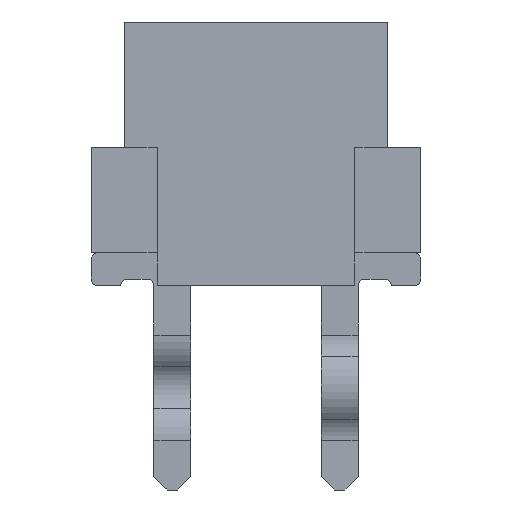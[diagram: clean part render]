
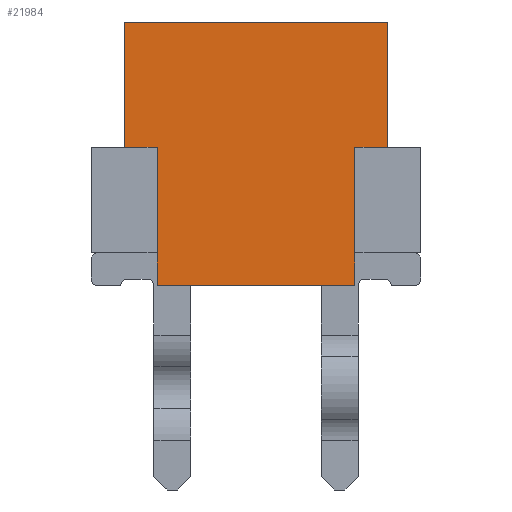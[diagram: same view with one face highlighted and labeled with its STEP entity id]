
A CAD part, front view. The second image highlights one B-rep face of the part: STEP entity #21984.
In plain terms, the highlighted face is planar.
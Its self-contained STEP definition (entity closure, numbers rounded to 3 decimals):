
#465=PLANE('',#23243);
#2070=LINE('',#31581,#4006);
#2134=LINE('',#31717,#4070);
#2197=LINE('',#31838,#4133);
#2204=LINE('',#31852,#4140);
#2208=LINE('',#31860,#4144);
#2210=LINE('',#31863,#4146);
#2211=LINE('',#31865,#4147);
#2212=LINE('',#31866,#4148);
#2213=LINE('',#31868,#4149);
#2214=LINE('',#31870,#4150);
#4006=VECTOR('',#26849,1000.);
#4070=VECTOR('',#26965,1000.);
#4133=VECTOR('',#27050,1000.);
#4140=VECTOR('',#27063,1000.);
#4144=VECTOR('',#27069,1000.);
#4146=VECTOR('',#27073,1000.);
#4147=VECTOR('',#27076,1000.);
#4148=VECTOR('',#27077,1000.);
#4149=VECTOR('',#27078,1000.);
#4150=VECTOR('',#27079,1000.);
#8039=ORIENTED_EDGE('',*,*,#11198,.F.);
#8040=ORIENTED_EDGE('',*,*,#11275,.F.);
#8041=ORIENTED_EDGE('',*,*,#11274,.F.);
#8042=ORIENTED_EDGE('',*,*,#11261,.F.);
#8043=ORIENTED_EDGE('',*,*,#11276,.F.);
#8044=ORIENTED_EDGE('',*,*,#11277,.F.);
#8045=ORIENTED_EDGE('',*,*,#11278,.F.);
#8046=ORIENTED_EDGE('',*,*,#11268,.F.);
#8047=ORIENTED_EDGE('',*,*,#11272,.F.);
#8048=ORIENTED_EDGE('',*,*,#11132,.F.);
#11132=EDGE_CURVE('',#12891,#11817,#2070,.T.);
#11198=EDGE_CURVE('',#12929,#12891,#2134,.T.);
#11261=EDGE_CURVE('',#12976,#12977,#2197,.T.);
#11268=EDGE_CURVE('',#12980,#12981,#2204,.T.);
#11272=EDGE_CURVE('',#11817,#12980,#2208,.T.);
#11274=EDGE_CURVE('',#12977,#11948,#2210,.T.);
#11275=EDGE_CURVE('',#11948,#12929,#2211,.T.);
#11276=EDGE_CURVE('',#12984,#12976,#2212,.T.);
#11277=EDGE_CURVE('',#12985,#12984,#2213,.T.);
#11278=EDGE_CURVE('',#12981,#12985,#2214,.T.);
#11817=VERTEX_POINT('',#28309);
#11948=VERTEX_POINT('',#28703);
#12891=VERTEX_POINT('',#31580);
#12929=VERTEX_POINT('',#31716);
#12976=VERTEX_POINT('',#31837);
#12977=VERTEX_POINT('',#31839);
#12980=VERTEX_POINT('',#31851);
#12981=VERTEX_POINT('',#31853);
#12984=VERTEX_POINT('',#31867);
#12985=VERTEX_POINT('',#31869);
#14233=EDGE_LOOP('',(#8039,#8040,#8041,#8042,#8043,#8044,#8045,#8046,#8047,
#8048));
#15095=FACE_BOUND('',#14233,.T.);
#21984=ADVANCED_FACE('',(#15095),#465,.F.);
#23243=AXIS2_PLACEMENT_3D('',#31864,#27074,#27075);
#26849=DIRECTION('',(0.,0.,1.));
#26965=DIRECTION('',(0.,-1.,0.));
#27050=DIRECTION('',(0.,-1.,0.));
#27063=DIRECTION('',(0.,-1.,0.));
#27069=DIRECTION('',(0.,0.,1.));
#27073=DIRECTION('',(0.,0.,-1.));
#27074=DIRECTION('',(-1.,0.,0.));
#27075=DIRECTION('',(0.,0.,1.));
#27076=DIRECTION('',(0.,0.,-1.));
#27077=DIRECTION('',(0.,0.,-1.));
#27078=DIRECTION('',(0.,1.,0.));
#27079=DIRECTION('',(0.,0.,1.));
#28309=CARTESIAN_POINT('',(6.617,-1.5,-1.6));
#28703=CARTESIAN_POINT('',(6.617,1.5,-1.6));
#31580=CARTESIAN_POINT('',(6.617,-1.5,-2.1));
#31581=CARTESIAN_POINT('',(6.617,-1.5,-2.1));
#31716=CARTESIAN_POINT('',(6.617,1.5,-2.1));
#31717=CARTESIAN_POINT('',(6.617,1.5,-2.1));
#31837=CARTESIAN_POINT('',(6.617,2.,0.));
#31838=CARTESIAN_POINT('',(6.617,2.,0.));
#31839=CARTESIAN_POINT('',(6.617,1.5,0.));
#31851=CARTESIAN_POINT('',(6.617,-1.5,0.));
#31852=CARTESIAN_POINT('',(6.617,-1.5,0.));
#31853=CARTESIAN_POINT('',(6.617,-2.,0.));
#31860=CARTESIAN_POINT('',(6.617,-1.5,-2.1));
#31863=CARTESIAN_POINT('',(6.617,1.5,0.));
#31864=CARTESIAN_POINT('',(6.617,0.,0.));
#31865=CARTESIAN_POINT('',(6.617,1.5,0.));
#31866=CARTESIAN_POINT('',(6.617,2.,1.9));
#31867=CARTESIAN_POINT('',(6.617,2.,1.9));
#31868=CARTESIAN_POINT('',(6.617,-2.,1.9));
#31869=CARTESIAN_POINT('',(6.617,-2.,1.9));
#31870=CARTESIAN_POINT('',(6.617,-2.,0.));
